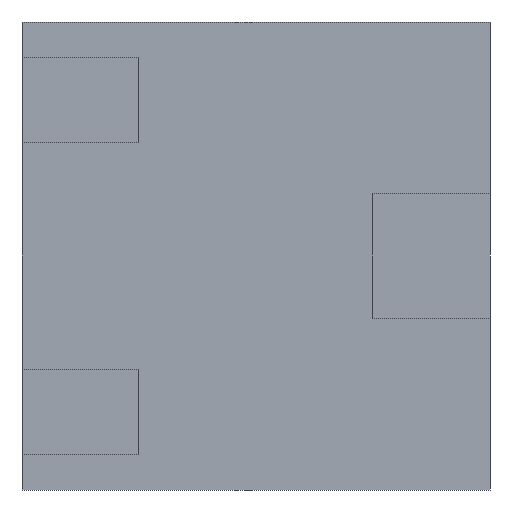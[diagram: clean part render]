
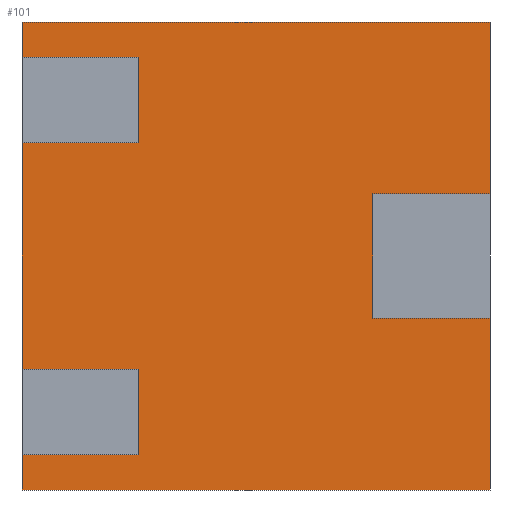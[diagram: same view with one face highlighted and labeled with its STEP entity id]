
A CAD part, front view. The second image highlights one B-rep face of the part: STEP entity #101.
In plain terms, the highlighted planar face has unit normal (0, -1, 0).
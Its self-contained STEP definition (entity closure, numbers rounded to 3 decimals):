
#29 = VECTOR ( 'NONE', #1067, 1000. ) ;
#40 = CARTESIAN_POINT ( 'NONE',  ( -0.6, 0.05, 0.6 ) ) ;
#50 = VERTEX_POINT ( 'NONE', #69 ) ;
#66 = LINE ( 'NONE', #823, #808 ) ;
#68 = LINE ( 'NONE', #1141, #1172 ) ;
#69 = CARTESIAN_POINT ( 'NONE',  ( 0.3, 0.05, 0.16 ) ) ;
#101 = ADVANCED_FACE ( 'NONE', ( #336 ), #758, .T. ) ;
#107 = CARTESIAN_POINT ( 'NONE',  ( 0., 0.05, 0.29 ) ) ;
#118 = DIRECTION ( 'NONE',  ( 1., 0., 0. ) ) ;
#121 = EDGE_CURVE ( 'NONE', #631, #144, #671, .T. ) ;
#127 = CARTESIAN_POINT ( 'NONE',  ( 0., 0.05, 0.51 ) ) ;
#130 = DIRECTION ( 'NONE',  ( 1., 0., 0. ) ) ;
#144 = VERTEX_POINT ( 'NONE', #1221 ) ;
#150 = CARTESIAN_POINT ( 'NONE',  ( 0.6, 0.05, -0.6 ) ) ;
#170 = VECTOR ( 'NONE', #1179, 1000. ) ;
#179 = EDGE_CURVE ( 'NONE', #281, #596, #573, .T. ) ;
#206 = ORIENTED_EDGE ( 'NONE', *, *, #351, .T. ) ;
#208 = DIRECTION ( 'NONE',  ( 0., -1., 0. ) ) ;
#218 = EDGE_LOOP ( 'NONE', ( #1017, #465, #1129, #1185, #1205, #379, #289, #381, #206, #1121, #312, #805, #1064, #1026, #975, #1216 ) ) ;
#233 = VERTEX_POINT ( 'NONE', #40 ) ;
#237 = CARTESIAN_POINT ( 'NONE',  ( 0.6, 0.05, -0.16 ) ) ;
#277 = VERTEX_POINT ( 'NONE', #1344 ) ;
#281 = VERTEX_POINT ( 'NONE', #415 ) ;
#289 = ORIENTED_EDGE ( 'NONE', *, *, #729, .F. ) ;
#293 = DIRECTION ( 'NONE',  ( -1., 0., 0. ) ) ;
#311 = CARTESIAN_POINT ( 'NONE',  ( -0.3, 0.05, 0. ) ) ;
#312 = ORIENTED_EDGE ( 'NONE', *, *, #1248, .F. ) ;
#324 = LINE ( 'NONE', #1065, #953 ) ;
#331 = VERTEX_POINT ( 'NONE', #1250 ) ;
#336 = FACE_OUTER_BOUND ( 'NONE', #218, .T. ) ;
#341 = LINE ( 'NONE', #1186, #897 ) ;
#343 = CARTESIAN_POINT ( 'NONE',  ( 0., 0.05, -0.16 ) ) ;
#351 = EDGE_CURVE ( 'NONE', #144, #50, #68, .T. ) ;
#379 = ORIENTED_EDGE ( 'NONE', *, *, #820, .F. ) ;
#381 = ORIENTED_EDGE ( 'NONE', *, *, #121, .T. ) ;
#404 = CARTESIAN_POINT ( 'NONE',  ( -0.6, 0.05, 0.6 ) ) ;
#415 = CARTESIAN_POINT ( 'NONE',  ( -0.6, 0.05, -0.29 ) ) ;
#431 = VERTEX_POINT ( 'NONE', #1081 ) ;
#433 = CARTESIAN_POINT ( 'NONE',  ( -0.6, 0.05, -0.6 ) ) ;
#442 = EDGE_CURVE ( 'NONE', #277, #531, #1289, .T. ) ;
#453 = VECTOR ( 'NONE', #130, 1000. ) ;
#465 = ORIENTED_EDGE ( 'NONE', *, *, #179, .T. ) ;
#479 = CARTESIAN_POINT ( 'NONE',  ( -0.3, 0.05, 0.51 ) ) ;
#483 = CARTESIAN_POINT ( 'NONE',  ( 0.6, 0.05, 0.6 ) ) ;
#510 = LINE ( 'NONE', #311, #1123 ) ;
#531 = VERTEX_POINT ( 'NONE', #479 ) ;
#537 = DIRECTION ( 'NONE',  ( 0., 0., 1. ) ) ;
#544 = VERTEX_POINT ( 'NONE', #150 ) ;
#552 = CARTESIAN_POINT ( 'NONE',  ( -0.3, 0.05, -0.29 ) ) ;
#555 = LINE ( 'NONE', #107, #933 ) ;
#556 = VECTOR ( 'NONE', #870, 1000. ) ;
#560 = DIRECTION ( 'NONE',  ( 1., 0., 0. ) ) ;
#573 = LINE ( 'NONE', #1086, #453 ) ;
#596 = VERTEX_POINT ( 'NONE', #552 ) ;
#598 = EDGE_CURVE ( 'NONE', #277, #233, #324, .T. ) ;
#631 = VERTEX_POINT ( 'NONE', #237 ) ;
#634 = EDGE_CURVE ( 'NONE', #531, #1061, #955, .T. ) ;
#654 = EDGE_CURVE ( 'NONE', #331, #895, #774, .T. ) ;
#666 = VERTEX_POINT ( 'NONE', #483 ) ;
#670 = DIRECTION ( 'NONE',  ( 0., 0., 1. ) ) ;
#671 = LINE ( 'NONE', #343, #556 ) ;
#706 = VERTEX_POINT ( 'NONE', #992 ) ;
#723 = DIRECTION ( 'NONE',  ( 1., 0., 0. ) ) ;
#729 = EDGE_CURVE ( 'NONE', #631, #544, #977, .T. ) ;
#744 = VECTOR ( 'NONE', #670, 1000. ) ;
#758 = PLANE ( 'NONE',  #978 ) ;
#774 = LINE ( 'NONE', #1199, #744 ) ;
#805 = ORIENTED_EDGE ( 'NONE', *, *, #1143, .F. ) ;
#808 = VECTOR ( 'NONE', #830, 1000. ) ;
#818 = VECTOR ( 'NONE', #118, 1000. ) ;
#820 = EDGE_CURVE ( 'NONE', #544, #331, #961, .T. ) ;
#823 = CARTESIAN_POINT ( 'NONE',  ( 0.6, 0.05, 0.6 ) ) ;
#830 = DIRECTION ( 'NONE',  ( 0., 0., -1. ) ) ;
#844 = DIRECTION ( 'NONE',  ( -1., 0., 0. ) ) ;
#863 = CARTESIAN_POINT ( 'NONE',  ( 0., 0.05, 0. ) ) ;
#870 = DIRECTION ( 'NONE',  ( -1., 0., 0. ) ) ;
#871 = EDGE_CURVE ( 'NONE', #281, #431, #1322, .T. ) ;
#895 = VERTEX_POINT ( 'NONE', #1113 ) ;
#897 = VECTOR ( 'NONE', #560, 1000. ) ;
#933 = VECTOR ( 'NONE', #1056, 1000. ) ;
#934 = LINE ( 'NONE', #1253, #996 ) ;
#938 = EDGE_CURVE ( 'NONE', #50, #1059, #341, .T. ) ;
#950 = VECTOR ( 'NONE', #723, 1000. ) ;
#953 = VECTOR ( 'NONE', #537, 1000. ) ;
#955 = LINE ( 'NONE', #1285, #29 ) ;
#961 = LINE ( 'NONE', #433, #1135 ) ;
#975 = ORIENTED_EDGE ( 'NONE', *, *, #634, .T. ) ;
#977 = LINE ( 'NONE', #1200, #170 ) ;
#978 = AXIS2_PLACEMENT_3D ( 'NONE', #863, #208, #1167 ) ;
#992 = CARTESIAN_POINT ( 'NONE',  ( -0.3, 0.05, -0.51 ) ) ;
#996 = VECTOR ( 'NONE', #293, 1000. ) ;
#1001 = DIRECTION ( 'NONE',  ( 0., 0., 1. ) ) ;
#1017 = ORIENTED_EDGE ( 'NONE', *, *, #871, .F. ) ;
#1026 = ORIENTED_EDGE ( 'NONE', *, *, #442, .T. ) ;
#1029 = DIRECTION ( 'NONE',  ( 0., 0., -1. ) ) ;
#1032 = DIRECTION ( 'NONE',  ( 0., 0., 1. ) ) ;
#1056 = DIRECTION ( 'NONE',  ( -1., 0., 0. ) ) ;
#1059 = VERTEX_POINT ( 'NONE', #1223 ) ;
#1061 = VERTEX_POINT ( 'NONE', #1338 ) ;
#1064 = ORIENTED_EDGE ( 'NONE', *, *, #598, .F. ) ;
#1065 = CARTESIAN_POINT ( 'NONE',  ( -0.6, 0.05, 0.6 ) ) ;
#1067 = DIRECTION ( 'NONE',  ( 0., 0., -1. ) ) ;
#1081 = CARTESIAN_POINT ( 'NONE',  ( -0.6, 0.05, 0.29 ) ) ;
#1086 = CARTESIAN_POINT ( 'NONE',  ( 0., 0.05, -0.29 ) ) ;
#1113 = CARTESIAN_POINT ( 'NONE',  ( -0.6, 0.05, -0.51 ) ) ;
#1118 = CARTESIAN_POINT ( 'NONE',  ( -0.6, 0.05, 0.6 ) ) ;
#1121 = ORIENTED_EDGE ( 'NONE', *, *, #938, .T. ) ;
#1123 = VECTOR ( 'NONE', #1029, 1000. ) ;
#1129 = ORIENTED_EDGE ( 'NONE', *, *, #1206, .T. ) ;
#1135 = VECTOR ( 'NONE', #844, 1000. ) ;
#1141 = CARTESIAN_POINT ( 'NONE',  ( 0.3, 0.05, 0. ) ) ;
#1143 = EDGE_CURVE ( 'NONE', #233, #666, #1155, .T. ) ;
#1155 = LINE ( 'NONE', #404, #950 ) ;
#1167 = DIRECTION ( 'NONE',  ( 0., 0., -1. ) ) ;
#1172 = VECTOR ( 'NONE', #1032, 1000. ) ;
#1179 = DIRECTION ( 'NONE',  ( 0., 0., -1. ) ) ;
#1185 = ORIENTED_EDGE ( 'NONE', *, *, #1257, .T. ) ;
#1186 = CARTESIAN_POINT ( 'NONE',  ( 0., 0.05, 0.16 ) ) ;
#1199 = CARTESIAN_POINT ( 'NONE',  ( -0.6, 0.05, 0.6 ) ) ;
#1200 = CARTESIAN_POINT ( 'NONE',  ( 0.6, 0.05, 0.6 ) ) ;
#1205 = ORIENTED_EDGE ( 'NONE', *, *, #654, .F. ) ;
#1206 = EDGE_CURVE ( 'NONE', #596, #706, #510, .T. ) ;
#1216 = ORIENTED_EDGE ( 'NONE', *, *, #1335, .T. ) ;
#1221 = CARTESIAN_POINT ( 'NONE',  ( 0.3, 0.05, -0.16 ) ) ;
#1223 = CARTESIAN_POINT ( 'NONE',  ( 0.6, 0.05, 0.16 ) ) ;
#1248 = EDGE_CURVE ( 'NONE', #666, #1059, #66, .T. ) ;
#1250 = CARTESIAN_POINT ( 'NONE',  ( -0.6, 0.05, -0.6 ) ) ;
#1253 = CARTESIAN_POINT ( 'NONE',  ( 0., 0.05, -0.51 ) ) ;
#1257 = EDGE_CURVE ( 'NONE', #706, #895, #934, .T. ) ;
#1281 = VECTOR ( 'NONE', #1001, 1000. ) ;
#1285 = CARTESIAN_POINT ( 'NONE',  ( -0.3, 0.05, 0. ) ) ;
#1289 = LINE ( 'NONE', #127, #818 ) ;
#1322 = LINE ( 'NONE', #1118, #1281 ) ;
#1335 = EDGE_CURVE ( 'NONE', #1061, #431, #555, .T. ) ;
#1338 = CARTESIAN_POINT ( 'NONE',  ( -0.3, 0.05, 0.29 ) ) ;
#1344 = CARTESIAN_POINT ( 'NONE',  ( -0.6, 0.05, 0.51 ) ) ;
